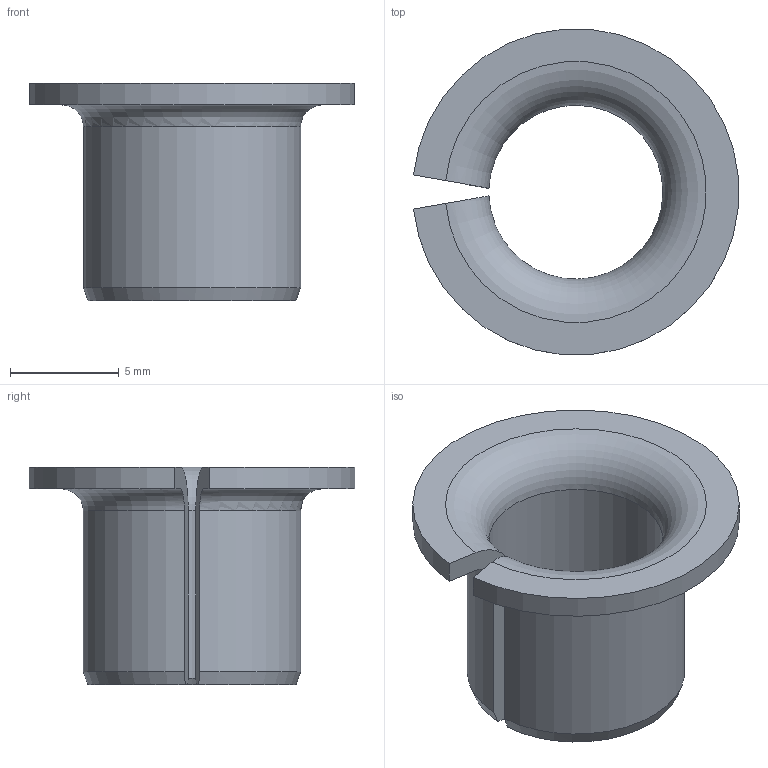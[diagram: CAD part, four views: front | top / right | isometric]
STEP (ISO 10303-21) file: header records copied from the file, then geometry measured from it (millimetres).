
FILE_DESCRIPTION(('STEP AP203'),'1');
FILE_NAME('410-BM0810F15LMB.stp','2016-09-19T20:56:15',(' '),(' '),'Spatial InterOp 3D',' ',' ');
FILE_SCHEMA(('CONFIG_CONTROL_DESIGN'));
Length unit declared in the file: metre
Products named in the file (2): 410-BM0810F15LMB
Assembly tree (1 placements, depth 2):
  (unnamed)
    410-BM0810F15LMB
Bounding box: 14.93 x 14.95 x 10 mm (x, y, z)
Volume: 353.5 mm3; surface area: 798.4 mm2
Topology: 1 solids, 1 shells, 12 faces, 30 edges, 20 vertices
Faces by surface type: plane 5, cylinder 3, cone 2, torus 2
Entity records: 504 total; most frequent: CARTESIAN_POINT 120, DIRECTION 60, ORIENTED_EDGE 60, EDGE_CURVE 30, AXIS2_PLACEMENT_3D 24, VERTEX_POINT 20, ADVANCED_FACE 12, FACE_OUTER_BOUND 12
